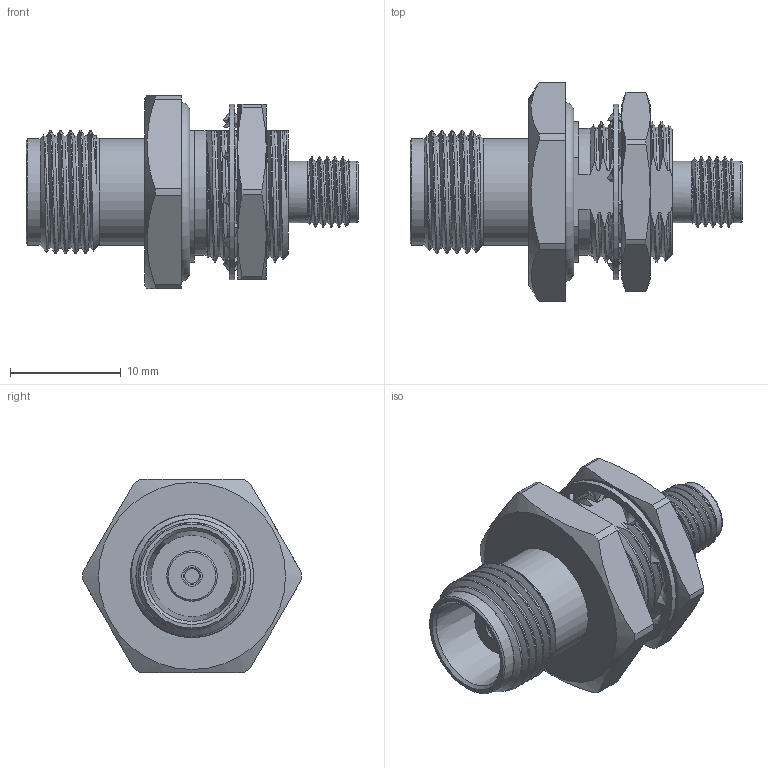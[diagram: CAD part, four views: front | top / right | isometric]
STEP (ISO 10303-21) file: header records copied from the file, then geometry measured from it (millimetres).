
FILE_DESCRIPTION (( 'STEP AP203' ), '1' );
FILE_NAME ('SM4745_3D.step', '2020-07-17T18:06:49', ( '' ), ( '' ), 'SwSTEP 2.0', 'SolidWorks 2018', '' );
FILE_SCHEMA (( 'CONFIG_CONTROL_DESIGN' ));
Length unit declared in the file: inch
Products named in the file (1): SM4745_3D
Bounding box: 30.02 x 19.79 x 17.48 mm (x, y, z)
Volume: 2908.9 mm3; surface area: 3050.4 mm2
Topology: 4 solids, 4 shells, 241 faces, 704 edges, 480 vertices
Faces by surface type: plane 78, bspline 77, cylinder 51, cone 33, torus 2
Full cylindrical faces by diameter (mm): 0.94 x1, 1.194 x1, 1.346 x1, 1.854 x1, 4.572 x2, 5.582 x2, 9.652 x2, 12.7 x1, 15.875 x1, 16.495 x1
Entity records: 21429 total; most frequent: CARTESIAN_POINT 15916, ORIENTED_EDGE 1324, DIRECTION 849, EDGE_CURVE 662, VERTEX_POINT 464, AXIS2_PLACEMENT_3D 319, EDGE_LOOP 278, FACE_OUTER_BOUND 253
